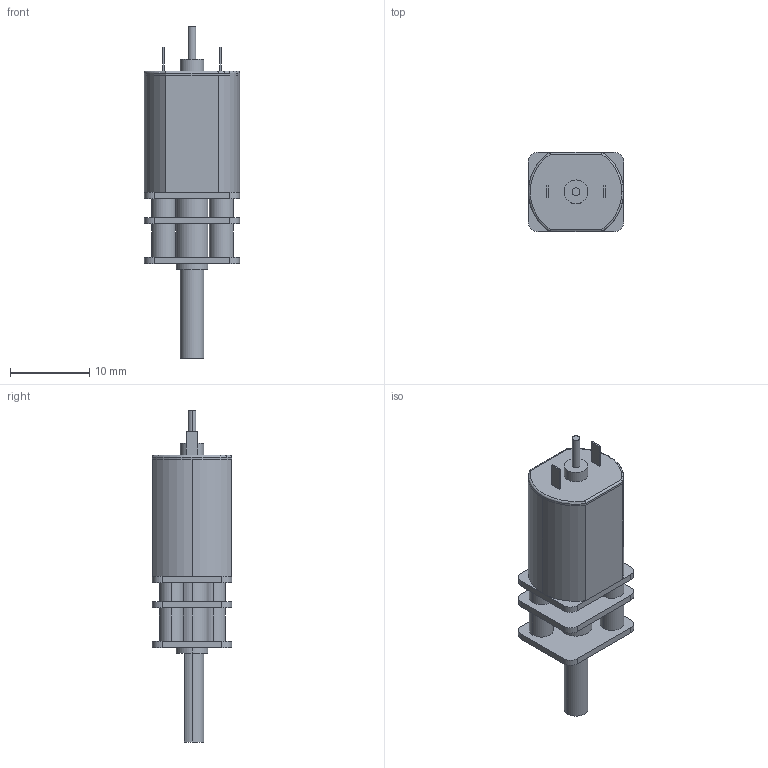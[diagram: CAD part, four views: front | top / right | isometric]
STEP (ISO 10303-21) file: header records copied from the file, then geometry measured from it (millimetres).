
FILE_DESCRIPTION (( 'STEP AP214' ), '1' );
FILE_NAME ('motorn20.STEP', '2022-08-12T11:47:29', ( '' ), ( '' ), 'SwSTEP 2.0', 'SolidWorks 2022', '' );
FILE_SCHEMA (( 'AUTOMOTIVE_DESIGN' ));
Length unit declared in the file: millimetre
Products named in the file (1): motorn20
Bounding box: 12 x 10 x 41.85 mm (x, y, z)
Volume: 2122.2 mm3; surface area: 1815.9 mm2
Topology: 6 solids, 6 shells, 127 faces, 304 edges, 199 vertices
Faces by surface type: plane 75, cylinder 49, torus 3
Entity records: 4950 total; most frequent: DIRECTION 654, CARTESIAN_POINT 651, ORIENTED_EDGE 608, EDGE_CURVE 304, AXIS2_PLACEMENT_3D 226, LINE 202, VECTOR 202, VERTEX_POINT 199
